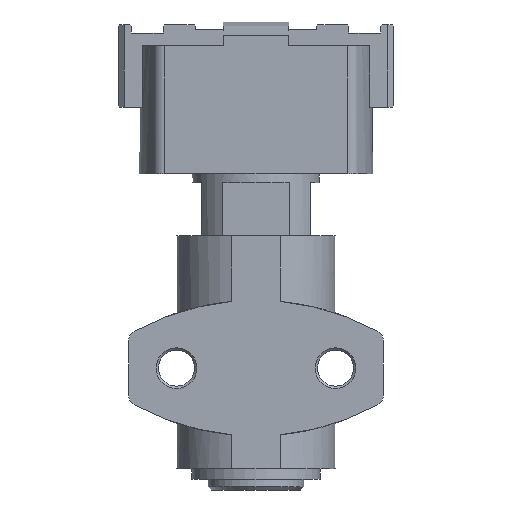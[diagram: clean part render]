
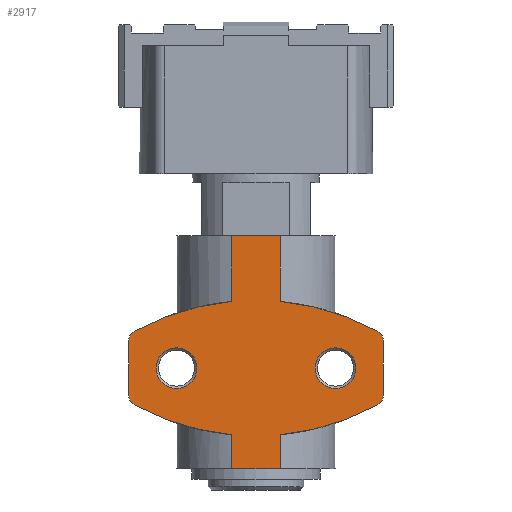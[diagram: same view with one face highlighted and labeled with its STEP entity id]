
A CAD part, front view. The second image highlights one B-rep face of the part: STEP entity #2917.
In plain terms, the highlighted face is planar.
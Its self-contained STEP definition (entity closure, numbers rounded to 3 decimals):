
#108=CIRCLE('',#3132,1.912);
#109=CIRCLE('',#3133,1.912);
#110=CIRCLE('',#3134,24.);
#111=CIRCLE('',#3135,1.);
#112=CIRCLE('',#3136,1.);
#113=CIRCLE('',#3137,24.);
#114=CIRCLE('',#3138,24.);
#115=CIRCLE('',#3139,1.);
#116=CIRCLE('',#3140,1.);
#117=CIRCLE('',#3141,24.);
#655=ORIENTED_EDGE('',*,*,#1132,.F.);
#656=ORIENTED_EDGE('',*,*,#1133,.F.);
#657=ORIENTED_EDGE('',*,*,#1123,.T.);
#658=ORIENTED_EDGE('',*,*,#1134,.F.);
#659=ORIENTED_EDGE('',*,*,#1135,.F.);
#660=ORIENTED_EDGE('',*,*,#1136,.F.);
#661=ORIENTED_EDGE('',*,*,#1137,.F.);
#662=ORIENTED_EDGE('',*,*,#1138,.F.);
#663=ORIENTED_EDGE('',*,*,#1121,.T.);
#664=ORIENTED_EDGE('',*,*,#1084,.T.);
#665=ORIENTED_EDGE('',*,*,#1116,.T.);
#666=ORIENTED_EDGE('',*,*,#1139,.F.);
#667=ORIENTED_EDGE('',*,*,#1140,.F.);
#668=ORIENTED_EDGE('',*,*,#1141,.F.);
#669=ORIENTED_EDGE('',*,*,#1142,.F.);
#670=ORIENTED_EDGE('',*,*,#1143,.F.);
#671=ORIENTED_EDGE('',*,*,#1119,.T.);
#672=ORIENTED_EDGE('',*,*,#1125,.T.);
#1084=EDGE_CURVE('',#1366,#1367,#1641,.T.);
#1116=EDGE_CURVE('',#1367,#1396,#1662,.F.);
#1119=EDGE_CURVE('',#1397,#1398,#1663,.F.);
#1121=EDGE_CURVE('',#1399,#1366,#1664,.T.);
#1123=EDGE_CURVE('',#1401,#1400,#1665,.T.);
#1125=EDGE_CURVE('',#1398,#1401,#1666,.T.);
#1132=EDGE_CURVE('',#1408,#1408,#108,.T.);
#1133=EDGE_CURVE('',#1409,#1409,#109,.T.);
#1134=EDGE_CURVE('',#1410,#1400,#110,.T.);
#1135=EDGE_CURVE('',#1411,#1410,#111,.T.);
#1136=EDGE_CURVE('',#1412,#1411,#1667,.T.);
#1137=EDGE_CURVE('',#1413,#1412,#112,.T.);
#1138=EDGE_CURVE('',#1399,#1413,#113,.T.);
#1139=EDGE_CURVE('',#1414,#1396,#114,.T.);
#1140=EDGE_CURVE('',#1415,#1414,#115,.T.);
#1141=EDGE_CURVE('',#1416,#1415,#1668,.T.);
#1142=EDGE_CURVE('',#1417,#1416,#116,.T.);
#1143=EDGE_CURVE('',#1397,#1417,#117,.T.);
#1366=VERTEX_POINT('',#4378);
#1367=VERTEX_POINT('',#4379);
#1396=VERTEX_POINT('',#4447);
#1397=VERTEX_POINT('',#4457);
#1398=VERTEX_POINT('',#4459);
#1399=VERTEX_POINT('',#4470);
#1400=VERTEX_POINT('',#4481);
#1401=VERTEX_POINT('',#4483);
#1408=VERTEX_POINT('',#4506);
#1409=VERTEX_POINT('',#4508);
#1410=VERTEX_POINT('',#4510);
#1411=VERTEX_POINT('',#4512);
#1412=VERTEX_POINT('',#4514);
#1413=VERTEX_POINT('',#4516);
#1414=VERTEX_POINT('',#4519);
#1415=VERTEX_POINT('',#4521);
#1416=VERTEX_POINT('',#4523);
#1417=VERTEX_POINT('',#4525);
#1641=LINE('',#4377,#1913);
#1662=LINE('',#4448,#1934);
#1663=LINE('',#4460,#1935);
#1664=LINE('',#4471,#1936);
#1665=LINE('',#4482,#1937);
#1666=LINE('',#4486,#1938);
#1667=LINE('',#4513,#1939);
#1668=LINE('',#4522,#1940);
#1913=VECTOR('',#3631,1000.);
#1934=VECTOR('',#3676,1000.);
#1935=VECTOR('',#3681,1000.);
#1936=VECTOR('',#3684,1000.);
#1937=VECTOR('',#3687,1000.);
#1938=VECTOR('',#3692,1000.);
#1939=VECTOR('',#3725,1000.);
#1940=VECTOR('',#3734,1000.);
#2112=EDGE_LOOP('',(#655));
#2113=EDGE_LOOP('',(#656));
#2114=EDGE_LOOP('',(#657,#658,#659,#660,#661,#662,#663,#664,#665,#666,#667,
#668,#669,#670,#671,#672));
#2284=FACE_BOUND('',#2112,.T.);
#2285=FACE_BOUND('',#2113,.T.);
#2286=FACE_BOUND('',#2114,.T.);
#2421=PLANE('',#3131);
#2917=ADVANCED_FACE('',(#2284,#2285,#2286),#2421,.T.);
#3131=AXIS2_PLACEMENT_3D('',#4504,#3715,#3716);
#3132=AXIS2_PLACEMENT_3D('',#4505,#3717,#3718);
#3133=AXIS2_PLACEMENT_3D('',#4507,#3719,#3720);
#3134=AXIS2_PLACEMENT_3D('',#4509,#3721,#3722);
#3135=AXIS2_PLACEMENT_3D('',#4511,#3723,#3724);
#3136=AXIS2_PLACEMENT_3D('',#4515,#3726,#3727);
#3137=AXIS2_PLACEMENT_3D('',#4517,#3728,#3729);
#3138=AXIS2_PLACEMENT_3D('',#4518,#3730,#3731);
#3139=AXIS2_PLACEMENT_3D('',#4520,#3732,#3733);
#3140=AXIS2_PLACEMENT_3D('',#4524,#3735,#3736);
#3141=AXIS2_PLACEMENT_3D('',#4526,#3737,#3738);
#3631=DIRECTION('',(-1.,0.,0.));
#3676=DIRECTION('',(0.,-1.,0.));
#3681=DIRECTION('',(0.,-1.,0.));
#3684=DIRECTION('',(0.,-1.,0.));
#3687=DIRECTION('',(0.,-1.,0.));
#3692=DIRECTION('',(1.,0.,0.));
#3715=DIRECTION('',(0.,0.,-1.));
#3716=DIRECTION('',(-1.,0.,0.));
#3717=DIRECTION('',(0.,0.,-1.));
#3718=DIRECTION('',(-1.,0.,0.));
#3719=DIRECTION('',(0.,0.,-1.));
#3720=DIRECTION('',(-1.,0.,0.));
#3721=DIRECTION('',(0.,0.,1.));
#3722=DIRECTION('',(1.,0.,0.));
#3723=DIRECTION('',(0.,0.,1.));
#3724=DIRECTION('',(1.,0.,0.));
#3725=DIRECTION('',(0.,1.,0.));
#3726=DIRECTION('',(0.,0.,1.));
#3727=DIRECTION('',(1.,0.,0.));
#3728=DIRECTION('',(0.,0.,1.));
#3729=DIRECTION('',(1.,0.,0.));
#3730=DIRECTION('',(0.,0.,1.));
#3731=DIRECTION('',(1.,0.,0.));
#3732=DIRECTION('',(0.,0.,1.));
#3733=DIRECTION('',(1.,0.,0.));
#3734=DIRECTION('',(0.,-1.,0.));
#3735=DIRECTION('',(0.,0.,1.));
#3736=DIRECTION('',(1.,0.,0.));
#3737=DIRECTION('',(0.,0.,1.));
#3738=DIRECTION('',(1.,0.,0.));
#4377=CARTESIAN_POINT('',(7.5,0.,-7.15));
#4378=CARTESIAN_POINT('',(2.264,0.,-7.15));
#4379=CARTESIAN_POINT('',(-2.264,0.,-7.15));
#4447=CARTESIAN_POINT('',(-2.264,6.214,-7.15));
#4448=CARTESIAN_POINT('',(-2.264,0.,-7.15));
#4457=CARTESIAN_POINT('',(-2.264,18.786,-7.15));
#4459=CARTESIAN_POINT('',(-2.264,22.,-7.15));
#4460=CARTESIAN_POINT('',(-2.264,0.,-7.15));
#4470=CARTESIAN_POINT('',(2.264,6.214,-7.15));
#4471=CARTESIAN_POINT('',(2.264,0.,-7.15));
#4481=CARTESIAN_POINT('',(2.264,18.786,-7.15));
#4482=CARTESIAN_POINT('',(2.264,0.,-7.15));
#4483=CARTESIAN_POINT('',(2.264,22.,-7.15));
#4486=CARTESIAN_POINT('',(6.078,22.,-7.15));
#4504=CARTESIAN_POINT('',(15.,-20.2,-7.15));
#4505=CARTESIAN_POINT('',(-7.5,12.5,-7.15));
#4506=CARTESIAN_POINT('',(-9.412,12.5,-7.15));
#4507=CARTESIAN_POINT('',(7.5,12.5,-7.15));
#4508=CARTESIAN_POINT('',(5.588,12.5,-7.15));
#4509=CARTESIAN_POINT('',(0.,-5.107,-7.15));
#4510=CARTESIAN_POINT('',(11.478,15.97,-7.15));
#4511=CARTESIAN_POINT('',(11.,15.092,-7.15));
#4512=CARTESIAN_POINT('',(12.,15.092,-7.15));
#4513=CARTESIAN_POINT('',(12.,9.908,-7.15));
#4514=CARTESIAN_POINT('',(12.,9.908,-7.15));
#4515=CARTESIAN_POINT('',(11.,9.908,-7.15));
#4516=CARTESIAN_POINT('',(11.478,9.03,-7.15));
#4517=CARTESIAN_POINT('',(0.,30.107,-7.15));
#4518=CARTESIAN_POINT('',(0.,30.107,-7.15));
#4519=CARTESIAN_POINT('',(-11.478,9.03,-7.15));
#4520=CARTESIAN_POINT('',(-11.,9.908,-7.15));
#4521=CARTESIAN_POINT('',(-12.,9.908,-7.15));
#4522=CARTESIAN_POINT('',(-12.,15.092,-7.15));
#4523=CARTESIAN_POINT('',(-12.,15.092,-7.15));
#4524=CARTESIAN_POINT('',(-11.,15.092,-7.15));
#4525=CARTESIAN_POINT('',(-11.478,15.97,-7.15));
#4526=CARTESIAN_POINT('',(0.,-5.107,-7.15));
